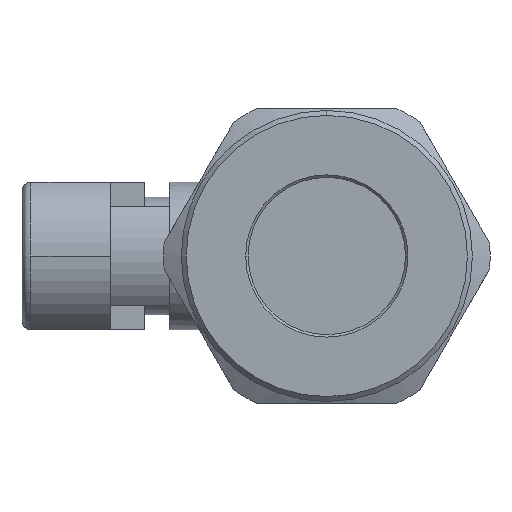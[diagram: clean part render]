
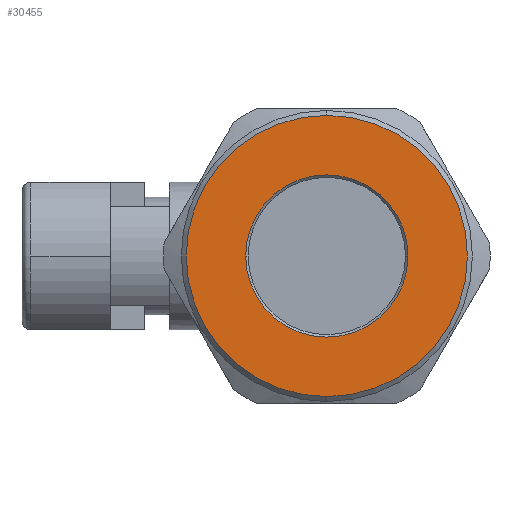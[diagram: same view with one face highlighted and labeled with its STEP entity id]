
A CAD part, left-side view. The second image highlights one B-rep face of the part: STEP entity #30455.
In plain terms, the highlighted planar face has unit normal (-1, 0, 0).
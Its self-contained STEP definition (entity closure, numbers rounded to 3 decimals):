
#3276 = EDGE_LOOP ( 'NONE', ( #26141, #26142 ) ) ;
#3282 = EDGE_LOOP ( 'NONE', ( #26139, #26140 ) ) ;
#9222 = CIRCLE ( 'NONE', #30166, 8.25 ) ;
#9248 = CIRCLE ( 'NONE', #30169, 14.3 ) ;
#9828 = AXIS2_PLACEMENT_3D ( 'NONE', #12185, #12187, #12189 ) ;
#9831 = AXIS2_PLACEMENT_3D ( 'NONE', #12191, #12193, #12194 ) ;
#12185 = CARTESIAN_POINT ( 'NONE',  ( -31.1, 0., 0. ) ) ;
#12187 = DIRECTION ( 'NONE',  ( 1., 0., 0. ) ) ;
#12189 = DIRECTION ( 'NONE',  ( 0., 0., -1. ) ) ;
#12191 = CARTESIAN_POINT ( 'NONE',  ( -31.1, 0., 0. ) ) ;
#12193 = DIRECTION ( 'NONE',  ( 1., 0., 0. ) ) ;
#12194 = DIRECTION ( 'NONE',  ( 0., 1., 0. ) ) ;
#12961 = CARTESIAN_POINT ( 'NONE',  ( -31.1, 0., 0. ) ) ;
#12962 = DIRECTION ( 'NONE',  ( 1., 0., 0. ) ) ;
#12963 = DIRECTION ( 'NONE',  ( 0., 1., 0. ) ) ;
#12976 = CARTESIAN_POINT ( 'NONE',  ( -31.1, 0., 0. ) ) ;
#12977 = DIRECTION ( 'NONE',  ( 1., 0., 0. ) ) ;
#12978 = DIRECTION ( 'NONE',  ( 0., 0., -1. ) ) ;
#16910 = EDGE_CURVE ( 'NONE', #29989, #29992, #43701, .T. ) ;
#16911 = EDGE_CURVE ( 'NONE', #29994, #29995, #43712, .T. ) ;
#22004 = DIRECTION ( 'NONE',  ( -1., 0., 0. ) ) ;
#22005 = CARTESIAN_POINT ( 'NONE',  ( -31.1, 14.3, 0. ) ) ;
#22006 = PLANE ( 'NONE',  #32658 ) ;
#22008 = DIRECTION ( 'NONE',  ( 0., 0., 1. ) ) ;
#25443 = CARTESIAN_POINT ( 'NONE',  ( -31.1, 0., 14.3 ) ) ;
#25446 = CARTESIAN_POINT ( 'NONE',  ( -31.1, 0., -14.3 ) ) ;
#25448 = CARTESIAN_POINT ( 'NONE',  ( -31.1, 8.25, 0. ) ) ;
#25449 = CARTESIAN_POINT ( 'NONE',  ( -31.1, -8.25, 0. ) ) ;
#26139 = ORIENTED_EDGE ( 'NONE', *, *, #42383, .T. ) ;
#26140 = ORIENTED_EDGE ( 'NONE', *, *, #16911, .T. ) ;
#26141 = ORIENTED_EDGE ( 'NONE', *, *, #42389, .F. ) ;
#26142 = ORIENTED_EDGE ( 'NONE', *, *, #16910, .F. ) ;
#29989 = VERTEX_POINT ( 'NONE', #25443 ) ;
#29992 = VERTEX_POINT ( 'NONE', #25446 ) ;
#29994 = VERTEX_POINT ( 'NONE', #25448 ) ;
#29995 = VERTEX_POINT ( 'NONE', #25449 ) ;
#30166 = AXIS2_PLACEMENT_3D ( 'NONE', #12961, #12962, #12963 ) ;
#30169 = AXIS2_PLACEMENT_3D ( 'NONE', #12976, #12977, #12978 ) ;
#30455 = ADVANCED_FACE ( 'NONE', ( #42595, #42588 ), #22006, .T. ) ;
#32658 = AXIS2_PLACEMENT_3D ( 'NONE', #22005, #22004, #22008 ) ;
#42383 = EDGE_CURVE ( 'NONE', #29995, #29994, #9222, .T. ) ;
#42389 = EDGE_CURVE ( 'NONE', #29992, #29989, #9248, .T. ) ;
#42588 = FACE_OUTER_BOUND ( 'NONE', #3276, .T. ) ;
#42595 = FACE_BOUND ( 'NONE', #3282, .T. ) ;
#43701 = CIRCLE ( 'NONE', #9828, 14.3 ) ;
#43712 = CIRCLE ( 'NONE', #9831, 8.25 ) ;
